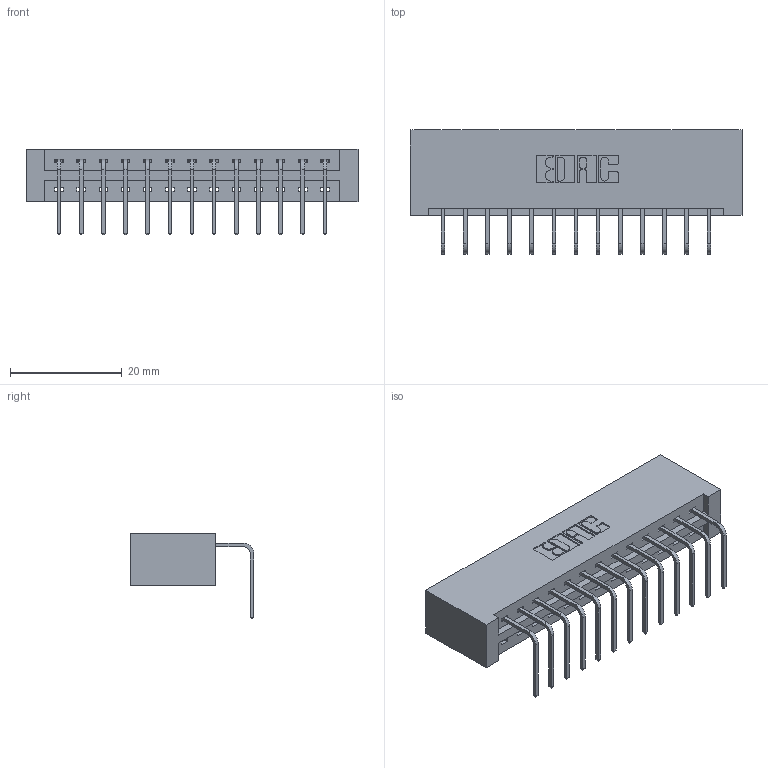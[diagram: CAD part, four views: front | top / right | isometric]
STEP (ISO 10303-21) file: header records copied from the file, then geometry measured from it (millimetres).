
FILE_DESCRIPTION (( 'STEP AP203' ), '1' );
FILE_NAME ('387-013-558-101.STEP', '2019-10-07T16:38:15', ( '' ), ( '' ), 'SwSTEP 2.0', 'SolidWorks 2016', '' );
FILE_SCHEMA (( 'CONFIG_CONTROL_DESIGN' ));
Length unit declared in the file: inch
Products named in the file (3): 387-013-558-101; 337 Part_No Mounting Lugs; 345-292-001_558 Tail - 2
Assembly tree (14 placements, depth 2):
  387-013-558-101
    337 Part_No Mounting Lugs
    345-292-001_558 Tail - 2  x13
Bounding box: 59.39 x 22.17 x 15.37 mm (x, y, z)
Volume: 6591.2 mm3; surface area: 6897.6 mm2
Topology: 14 solids, 14 shells, 938 faces, 2809 edges, 1854 vertices
Faces by surface type: plane 690, cylinder 248
Entity records: 13221 total; most frequent: CARTESIAN_POINT 2309, ORIENTED_EDGE 2258, DIRECTION 1995, EDGE_CURVE 1129, VECTOR 1009, LINE 1009, VERTEX_POINT 750, AXIS2_PLACEMENT_3D 493
